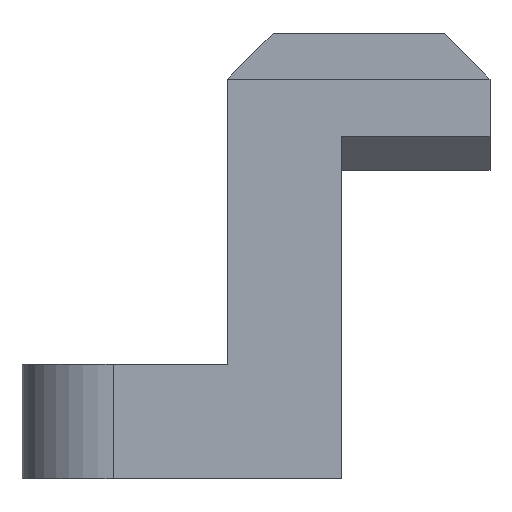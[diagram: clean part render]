
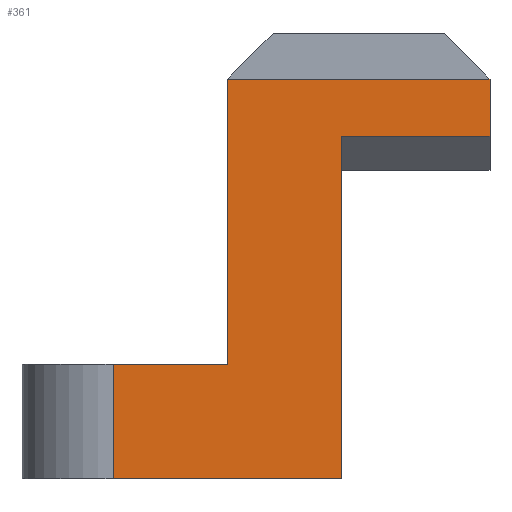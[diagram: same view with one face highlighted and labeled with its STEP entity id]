
A CAD part, front view. The second image highlights one B-rep face of the part: STEP entity #361.
In plain terms, the highlighted planar face has unit normal (0, -1, 0).
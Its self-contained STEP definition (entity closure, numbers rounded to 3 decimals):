
#27=FACE_OUTER_BOUND('',#47,.T.);
#47=EDGE_LOOP('',(#259,#260,#261,#262,#263,#264,#265,#266));
#76=LINE('',#537,#122);
#78=LINE('',#541,#124);
#80=LINE('',#545,#126);
#81=LINE('',#547,#127);
#82=LINE('',#549,#128);
#83=LINE('',#551,#129);
#84=LINE('',#553,#130);
#85=LINE('',#554,#131);
#122=VECTOR('',#434,10.);
#124=VECTOR('',#438,10.);
#126=VECTOR('',#442,10.);
#127=VECTOR('',#443,10.);
#128=VECTOR('',#444,10.);
#129=VECTOR('',#445,10.);
#130=VECTOR('',#446,10.);
#131=VECTOR('',#447,10.);
#166=VERTEX_POINT('',#534);
#167=VERTEX_POINT('',#536);
#168=VERTEX_POINT('',#540);
#169=VERTEX_POINT('',#544);
#170=VERTEX_POINT('',#546);
#171=VERTEX_POINT('',#548);
#172=VERTEX_POINT('',#550);
#173=VERTEX_POINT('',#552);
#200=EDGE_CURVE('',#166,#167,#76,.T.);
#202=EDGE_CURVE('',#167,#168,#78,.T.);
#204=EDGE_CURVE('',#169,#168,#80,.T.);
#205=EDGE_CURVE('',#170,#166,#81,.T.);
#206=EDGE_CURVE('',#171,#170,#82,.T.);
#207=EDGE_CURVE('',#172,#171,#83,.T.);
#208=EDGE_CURVE('',#172,#173,#84,.T.);
#209=EDGE_CURVE('',#173,#169,#85,.T.);
#259=ORIENTED_EDGE('',*,*,#204,.T.);
#260=ORIENTED_EDGE('',*,*,#202,.F.);
#261=ORIENTED_EDGE('',*,*,#200,.F.);
#262=ORIENTED_EDGE('',*,*,#205,.F.);
#263=ORIENTED_EDGE('',*,*,#206,.F.);
#264=ORIENTED_EDGE('',*,*,#207,.F.);
#265=ORIENTED_EDGE('',*,*,#208,.T.);
#266=ORIENTED_EDGE('',*,*,#209,.T.);
#343=PLANE('',#395);
#361=ADVANCED_FACE('',(#27),#343,.T.);
#395=AXIS2_PLACEMENT_3D('',#543,#440,#441);
#434=DIRECTION('',(0.,0.,-1.));
#438=DIRECTION('',(-1.,0.,0.));
#440=DIRECTION('center_axis',(0.,-1.,0.));
#441=DIRECTION('ref_axis',(0.,0.,-1.));
#442=DIRECTION('',(0.,0.,1.));
#443=DIRECTION('',(1.,0.,0.));
#444=DIRECTION('',(0.,0.,1.));
#445=DIRECTION('',(1.,0.,0.));
#446=DIRECTION('',(0.,0.,-1.));
#447=DIRECTION('',(1.,0.,0.));
#534=CARTESIAN_POINT('',(16.5,-4.021,26.));
#536=CARTESIAN_POINT('',(16.5,-4.021,23.5));
#537=CARTESIAN_POINT('',(16.5,-4.021,22.));
#540=CARTESIAN_POINT('',(10.,-4.021,23.5));
#541=CARTESIAN_POINT('',(5.,-4.021,23.5));
#543=CARTESIAN_POINT('Origin',(0.,-4.021,13.5));
#544=CARTESIAN_POINT('',(10.,-4.021,8.5));
#545=CARTESIAN_POINT('',(10.,-4.021,13.5));
#546=CARTESIAN_POINT('',(5.,-4.021,26.));
#547=CARTESIAN_POINT('',(5.,-4.021,26.));
#548=CARTESIAN_POINT('',(5.,-4.021,13.5));
#549=CARTESIAN_POINT('',(5.,-4.021,13.5));
#550=CARTESIAN_POINT('',(0.,-4.021,13.5));
#551=CARTESIAN_POINT('',(0.,-4.021,13.5));
#552=CARTESIAN_POINT('',(0.,-4.021,8.5));
#553=CARTESIAN_POINT('',(0.,-4.021,13.5));
#554=CARTESIAN_POINT('',(0.,-4.021,8.5));
